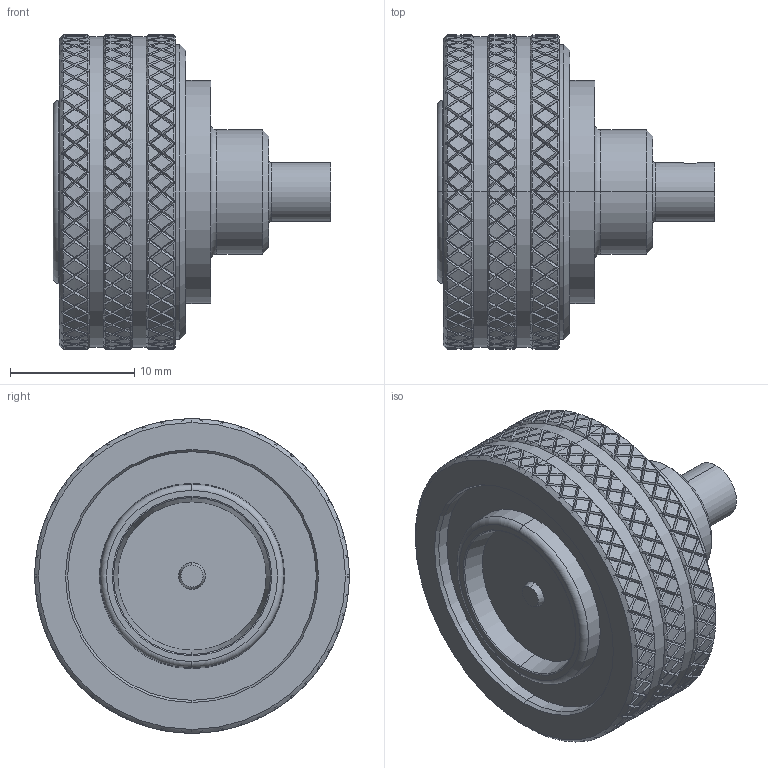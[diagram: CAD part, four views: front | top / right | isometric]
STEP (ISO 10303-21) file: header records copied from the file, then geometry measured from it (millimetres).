
FILE_DESCRIPTION (( 'STEP AP214' ), '1' );
FILE_NAME ('FMCN45881_3D.step', '2023-05-05T20:41:59', ( '' ), ( '' ), 'SwSTEP 2.0', 'SolidWorks 2022', '' );
FILE_SCHEMA (( 'AUTOMOTIVE_DESIGN' ));
Products named in the file (1): FMCN45881_3D
Bounding box: 22.4 x 25.35 x 25.35 mm (x, y, z)
Volume: 5612.9 mm3; surface area: 2734.5 mm2
Topology: 1 solids, 2 shells, 2787 faces, 6264 edges, 3492 vertices
Faces by surface type: bspline 2200, cylinder 533, cone 28, plane 14, torus 12
Entity records: 105426 total; most frequent: CARTESIAN_POINT 67180, ORIENTED_EDGE 12528, EDGE_CURVE 6264, VERTEX_POINT 3492, B_SPLINE_CURVE_WITH_KNOTS 3004, EDGE_LOOP 2800, FACE_OUTER_BOUND 2787, ADVANCED_FACE 2787
